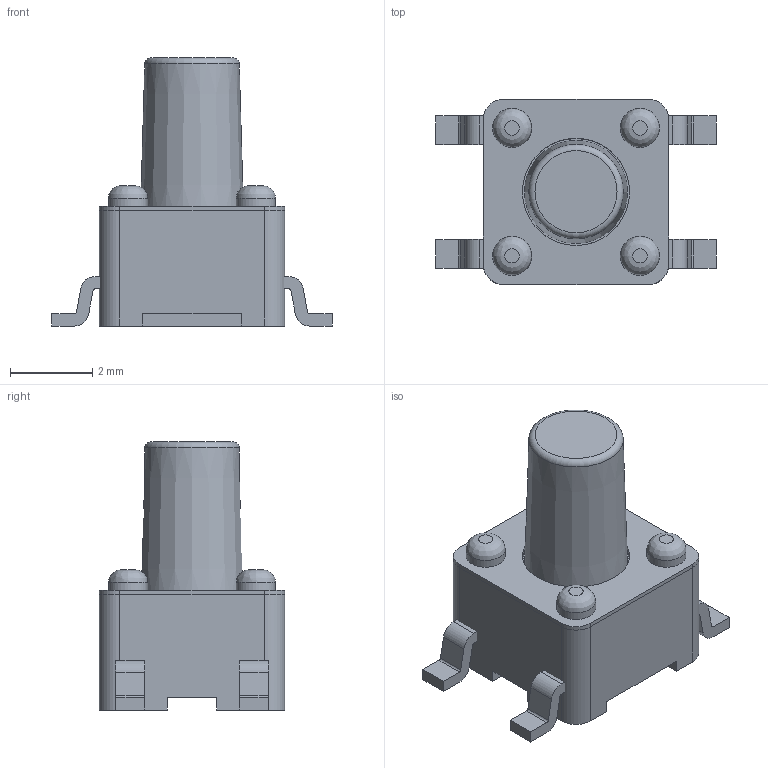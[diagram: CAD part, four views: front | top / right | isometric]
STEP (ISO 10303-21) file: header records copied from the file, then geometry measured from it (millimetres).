
FILE_DESCRIPTION(/* description */ (''),/* implementation_level */ '2;1');
FILE_NAME(/* name */ 'Tact_Switch_SMD_4.5x4.5mm_H6.5mm.step',/* time_stamp */ '2022-03-08T03:57:25+03:00',/* author */ (''),/* organization */ (''),/* preprocessor_version */ 'ST-DEVELOPER v18.1',/* originating_system */ 'Autodesk Translation Framework v10.13.0.1454',/* authorisation */ '');
FILE_SCHEMA (('AUTOMOTIVE_DESIGN { 1 0 10303 214 3 1 1 }'));
Length unit declared in the file: millimetre
Products named in the file (1): (Unsaved)
Bounding box: 6.8 x 4.5 x 6.5 mm (x, y, z)
Volume: 61 mm3; surface area: 232.5 mm2
Topology: 6 solids, 10 shells, 204 faces, 498 edges, 327 vertices
Faces by surface type: plane 140, cylinder 57, bspline 4, torus 1, cone 1, sphere 1
Full cylindrical faces by diameter (mm): 0.65 x4, 0.7 x4, 0.95 x8, 1.04 x1, 2.6 x2
Entity records: 6190 total; most frequent: CARTESIAN_POINT 1133, DIRECTION 1036, ORIENTED_EDGE 994, EDGE_CURVE 497, LINE 360, VECTOR 360, AXIS2_PLACEMENT_3D 338, VERTEX_POINT 327
